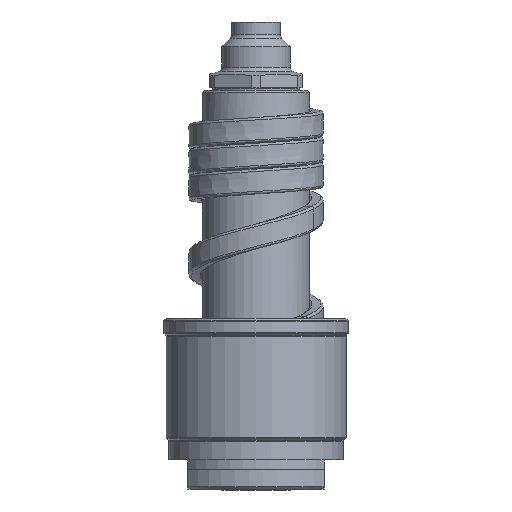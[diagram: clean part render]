
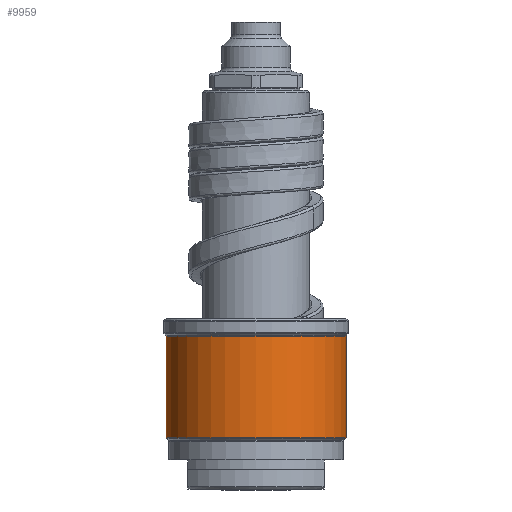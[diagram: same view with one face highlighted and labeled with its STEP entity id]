
A CAD part, front view. The second image highlights one B-rep face of the part: STEP entity #9959.
In plain terms, the highlighted cylindrical face has radius 18.5 mm (diameter 37 mm), a partial arc.
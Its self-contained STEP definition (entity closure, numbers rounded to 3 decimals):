
#3047=CARTESIAN_POINT('',(0.,0.,10.583));
#3048=DIRECTION('',(0.,0.,1.));
#3049=DIRECTION('',(-1.,0.,0.));
#3050=AXIS2_PLACEMENT_3D('',#3047,#3048,#3049);
#3052=DIRECTION('',(0.,0.,-1.));
#3053=VECTOR('',#3052,20.834);
#3054=CARTESIAN_POINT('',(-18.5,0.,31.417));
#3055=LINE('',#3054,#3053);
#3056=CARTESIAN_POINT('',(0.,0.,31.417));
#3057=DIRECTION('',(0.,0.,1.));
#3058=DIRECTION('',(-1.,0.,0.));
#3059=AXIS2_PLACEMENT_3D('',#3056,#3057,#3058);
#3061=DIRECTION('',(0.,0.,-1.));
#3062=VECTOR('',#3061,20.834);
#3063=CARTESIAN_POINT('',(18.5,0.,31.417));
#3064=LINE('',#3063,#3062);
#5576=CARTESIAN_POINT('',(18.5,0.,31.417));
#5577=CARTESIAN_POINT('',(-18.5,0.,31.417));
#5578=VERTEX_POINT('',#5576);
#5579=VERTEX_POINT('',#5577);
#5602=CARTESIAN_POINT('',(18.5,0.,10.583));
#5603=VERTEX_POINT('',#5602);
#5604=CARTESIAN_POINT('',(-18.5,0.,10.583));
#5605=VERTEX_POINT('',#5604);
#9947=CARTESIAN_POINT('',(0.,0.,8.75));
#9948=DIRECTION('',(0.,0.,1.));
#9949=DIRECTION('',(-1.,0.,0.));
#9950=AXIS2_PLACEMENT_3D('',#9947,#9948,#9949);
#9951=CYLINDRICAL_SURFACE('',#9950,18.5);
#9952=ORIENTED_EDGE('',*,*,#8210,.F.);
#9953=ORIENTED_EDGE('',*,*,#8191,.F.);
#9955=ORIENTED_EDGE('',*,*,#9954,.T.);
#9956=ORIENTED_EDGE('',*,*,#8187,.T.);
#9957=EDGE_LOOP('',(#9952,#9953,#9955,#9956));
#9958=FACE_OUTER_BOUND('',#9957,.F.);
#3051=CIRCLE('',#3050,18.5);
#3060=CIRCLE('',#3059,18.5);
#8187=EDGE_CURVE('',#5578,#5603,#3064,.T.);
#8191=EDGE_CURVE('',#5579,#5605,#3055,.T.);
#8210=EDGE_CURVE('',#5605,#5603,#3051,.T.);
#9954=EDGE_CURVE('',#5579,#5578,#3060,.T.);
#9959=ADVANCED_FACE('',(#9958),#9951,.T.);
